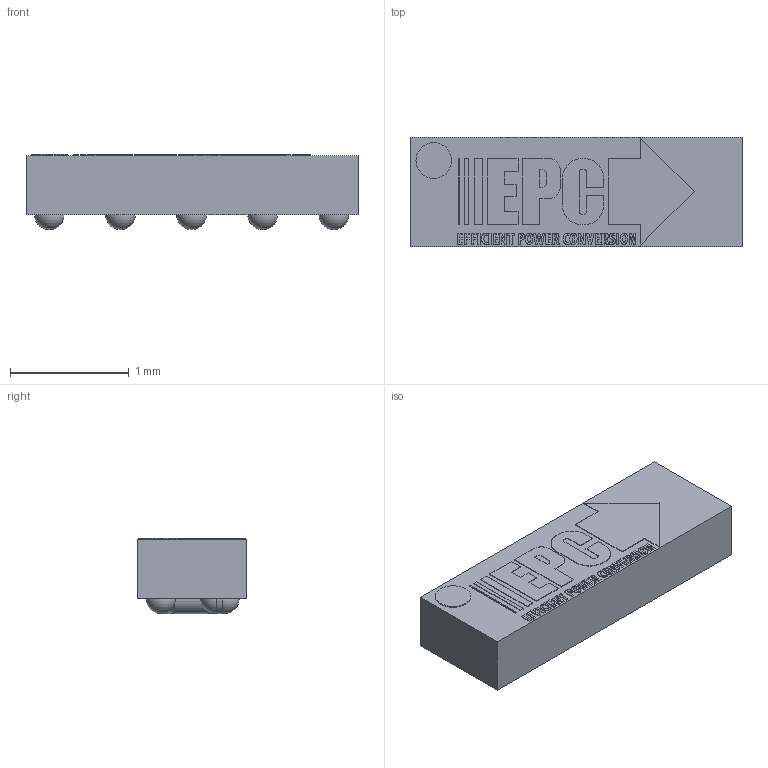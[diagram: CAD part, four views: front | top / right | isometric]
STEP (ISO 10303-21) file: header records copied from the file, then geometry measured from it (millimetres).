
FILE_DESCRIPTION(('FreeCAD Model'),'2;1');
FILE_NAME('Open CASCADE Shape Model','2023-11-27T12:01:51',(''),(''), 'Open CASCADE STEP processor 7.6','FreeCAD','Unknown');
FILE_SCHEMA(('AUTOMOTIVE_DESIGN { 1 0 10303 214 1 1 1 1 }'));
Length unit declared in the file: millimetre
Products named in the file (59): D0177; EPClogo2mm; 2mm007; 2mm; 2mm001; 2mm002; 2mm003; 2mm004; 2mm005; 2mm006; Extrude024; Extrude; Extrude001; Extrude002; Extrude003; Extrude004; Extrude005; Extrude006; Extrude007; Extrude008; Extrude009; Extrude010; Extrude011; Extrude012; Extrude013; Extrude014; Extrude015; Extrude016; Extrude017; Extrude018; Extrude019; Extrude020; Extrude021; Extrude022; Extrude023; 7652485104; Cylinder; 7652487264; Cylinder001; 7652475664 ...
Assembly tree (70 placements, depth 4):
  D0177
    EPClogo2mm
      2mm007
        2mm
        2mm001
        2mm002
        2mm003
        2mm004
        2mm005
        2mm006
      Extrude024
        Extrude
        Extrude001
        Extrude002
        Extrude003
        Extrude004
        Extrude005
        Extrude006
        Extrude007
        Extrude008
        Extrude009
        Extrude010
        Extrude011
        Extrude012
        Extrude013
        Extrude014
        Extrude015
        Extrude016
        Extrude017
        Extrude018
        Extrude019
        Extrude020
        Extrude021
        Extrude022
        Extrude023
    7652485104
      Cylinder
    7652487264
      Cylinder001
    7652475664
      Sphere
    7652475664001
      Sphere
    7652478224
      Cylinder002
    7652475664002
      Sphere
    7652475664003
      Sphere
    7652488944
      Cylinder003
    7652475664004
      Sphere
    7652475664005
      Sphere
    7652475664006
      Sphere
    7652475664007
      Sphere
    7652488944001
Bounding box: 2.8 x 0.92 x 0.64 mm (x, y, z)
Volume: 1.5 mm3; surface area: 14.8 mm2
Topology: 49 solids, 49 shells, 519 faces, 1329 edges, 886 vertices
Faces by surface type: plane 246, bspline 152, extrusion 104, sphere 11, cylinder 6
Full cylindrical faces by diameter (mm): 0.25 x5, 0.3 x1
Entity records: 16680 total; most frequent: CARTESIAN_POINT 4531, ORIENTED_EDGE 2580, DIRECTION 1416, EDGE_CURVE 1290, VERTEX_POINT 861, VECTOR 764, B_SPLINE_CURVE_WITH_KNOTS 726, LINE 660
